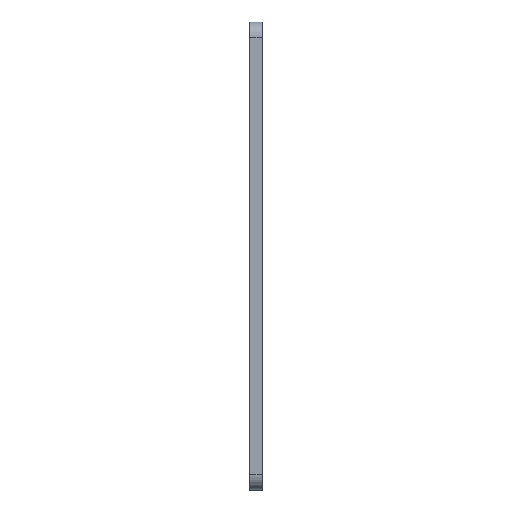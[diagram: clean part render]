
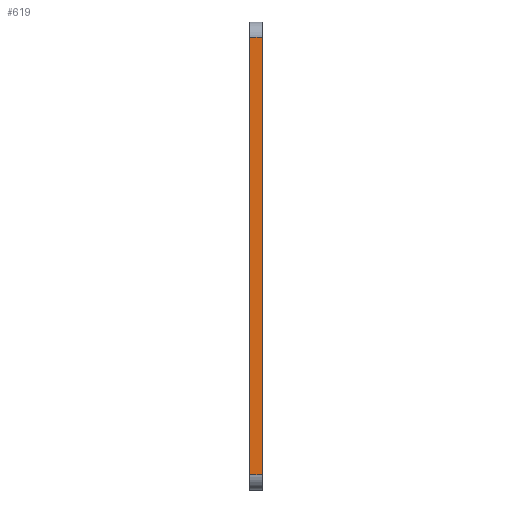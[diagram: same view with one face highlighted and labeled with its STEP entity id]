
A CAD part, left-side view. The second image highlights one B-rep face of the part: STEP entity #619.
In plain terms, the highlighted planar face has unit normal (-1, 0, 0).
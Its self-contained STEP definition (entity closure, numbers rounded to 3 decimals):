
#31 = VERTEX_POINT ( 'NONE', #317 ) ;
#33 = CARTESIAN_POINT ( 'NONE',  ( -8.5, 0., -8.5 ) ) ;
#40 = DIRECTION ( 'NONE',  ( 0., -1., 0. ) ) ;
#62 = VERTEX_POINT ( 'NONE', #945 ) ;
#73 = AXIS2_PLACEMENT_3D ( 'NONE', #872, #640, #249 ) ;
#74 = CARTESIAN_POINT ( 'NONE',  ( -8.5, 2., -8.5 ) ) ;
#135 = ORIENTED_EDGE ( 'NONE', *, *, #803, .T. ) ;
#205 = LINE ( 'NONE', #514, #486 ) ;
#249 = DIRECTION ( 'NONE',  ( 0., 0., 1. ) ) ;
#265 = LINE ( 'NONE', #817, #506 ) ;
#317 = CARTESIAN_POINT ( 'NONE',  ( -8.5, 2., 66. ) ) ;
#326 = PLANE ( 'NONE',  #73 ) ;
#338 = VECTOR ( 'NONE', #561, 1000. ) ;
#344 = EDGE_LOOP ( 'NONE', ( #683, #135, #481, #958 ) ) ;
#362 = DIRECTION ( 'NONE',  ( 0., 0., 1. ) ) ;
#407 = DIRECTION ( 'NONE',  ( 0., 1., 0. ) ) ;
#481 = ORIENTED_EDGE ( 'NONE', *, *, #902, .F. ) ;
#482 = CARTESIAN_POINT ( 'NONE',  ( -8.5, 0., 66. ) ) ;
#486 = VECTOR ( 'NONE', #40, 1000. ) ;
#506 = VECTOR ( 'NONE', #407, 1000. ) ;
#514 = CARTESIAN_POINT ( 'NONE',  ( -8.5, 0., -6. ) ) ;
#529 = VERTEX_POINT ( 'NONE', #565 ) ;
#557 = LINE ( 'NONE', #33, #338 ) ;
#561 = DIRECTION ( 'NONE',  ( 0., 0., 1. ) ) ;
#565 = CARTESIAN_POINT ( 'NONE',  ( -8.5, 0., -6. ) ) ;
#583 = EDGE_CURVE ( 'NONE', #529, #598, #557, .T. ) ;
#598 = VERTEX_POINT ( 'NONE', #482 ) ;
#619 = ADVANCED_FACE ( 'NONE', ( #717 ), #326, .T. ) ;
#640 = DIRECTION ( 'NONE',  ( -1., 0., 0. ) ) ;
#647 = EDGE_CURVE ( 'NONE', #62, #529, #205, .T. ) ;
#683 = ORIENTED_EDGE ( 'NONE', *, *, #583, .T. ) ;
#704 = VECTOR ( 'NONE', #362, 1000. ) ;
#717 = FACE_OUTER_BOUND ( 'NONE', #344, .T. ) ;
#772 = LINE ( 'NONE', #74, #704 ) ;
#803 = EDGE_CURVE ( 'NONE', #598, #31, #265, .T. ) ;
#817 = CARTESIAN_POINT ( 'NONE',  ( -8.5, 0., 66. ) ) ;
#872 = CARTESIAN_POINT ( 'NONE',  ( -8.5, 0., -8.5 ) ) ;
#902 = EDGE_CURVE ( 'NONE', #62, #31, #772, .T. ) ;
#945 = CARTESIAN_POINT ( 'NONE',  ( -8.5, 2., -6. ) ) ;
#958 = ORIENTED_EDGE ( 'NONE', *, *, #647, .T. ) ;
